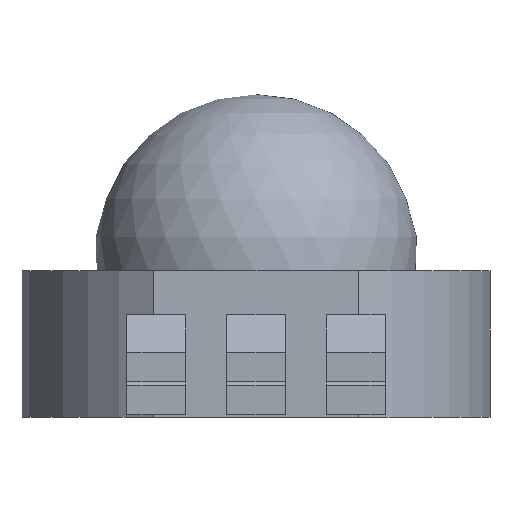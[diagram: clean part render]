
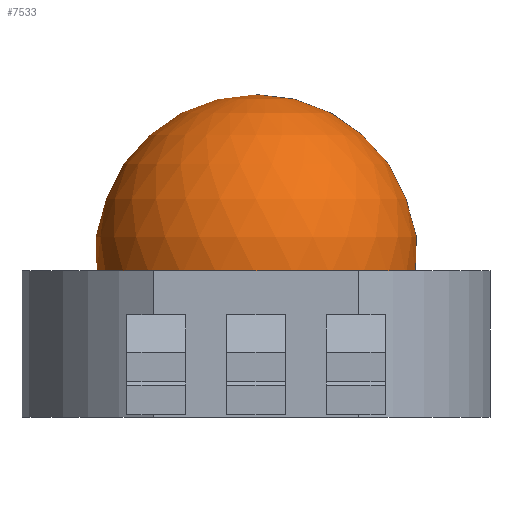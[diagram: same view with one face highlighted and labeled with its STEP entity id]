
A CAD part, left-side view. The second image highlights one B-rep face of the part: STEP entity #7533.
In plain terms, the highlighted spherical face has radius 2.75 mm.
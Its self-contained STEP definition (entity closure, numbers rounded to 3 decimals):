
#7533 = ADVANCED_FACE('',(#7534),#7538,.T.);
#7534 = FACE_BOUND('',#7535,.T.);
#7535 = VERTEX_LOOP('',#7536);
#7536 = VERTEX_POINT('',#7537);
#7537 = CARTESIAN_POINT('',(0.,0.,0.));
#7538 = SPHERICAL_SURFACE('',#7539,2.75);
#7539 = AXIS2_PLACEMENT_3D('',#7540,#7541,#7542);
#7540 = CARTESIAN_POINT('',(0.,0.,2.75));
#7541 = DIRECTION('',(0.,0.,1.));
#7542 = DIRECTION('',(1.,0.,0.));
